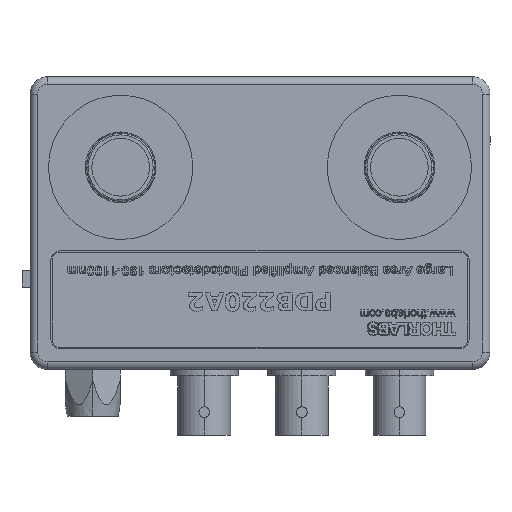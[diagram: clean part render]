
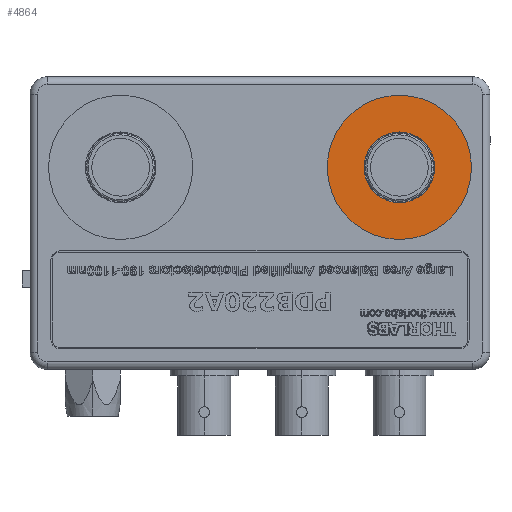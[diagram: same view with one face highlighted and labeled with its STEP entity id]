
A CAD part, top view. The second image highlights one B-rep face of the part: STEP entity #4864.
In plain terms, the highlighted planar face has unit normal (0, 0, 1).
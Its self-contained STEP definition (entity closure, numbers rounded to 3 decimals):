
#488 = EDGE_CURVE ( 'NONE', #10425, #91751, #127570, .T. ) ;
#3058 = DIRECTION ( 'NONE',  ( 1., 0., 0. ) ) ;
#4864 = ADVANCED_FACE ( 'NONE', ( #97289, #132424 ), #112011, .T. ) ;
#6882 = CARTESIAN_POINT ( 'NONE',  ( 25.527, 10.839, 21.082 ) ) ;
#10425 = VERTEX_POINT ( 'NONE', #143984 ) ;
#20136 = DIRECTION ( 'NONE',  ( 1., 0., 0. ) ) ;
#22376 = CARTESIAN_POINT ( 'NONE',  ( 12.383, 10.839, 21.082 ) ) ;
#24392 = EDGE_LOOP ( 'NONE', ( #35093, #158923 ) ) ;
#31974 = CIRCLE ( 'NONE', #98601, 6.439 ) ;
#35093 = ORIENTED_EDGE ( 'NONE', *, *, #154821, .T. ) ;
#36986 = ORIENTED_EDGE ( 'NONE', *, *, #104633, .F. ) ;
#39327 = DIRECTION ( 'NONE',  ( 0., 0., 1. ) ) ;
#52427 = AXIS2_PLACEMENT_3D ( 'NONE', #118496, #39327, #131808 ) ;
#53784 = CARTESIAN_POINT ( 'NONE',  ( 25.527, 10.839, 21.082 ) ) ;
#54838 = AXIS2_PLACEMENT_3D ( 'NONE', #53784, #146181, #67032 ) ;
#67032 = DIRECTION ( 'NONE',  ( 1., 0., 0. ) ) ;
#70780 = AXIS2_PLACEMENT_3D ( 'NONE', #6882, #99324, #20136 ) ;
#75776 = CARTESIAN_POINT ( 'NONE',  ( 25.527, 10.839, 21.082 ) ) ;
#82183 = DIRECTION ( 'NONE',  ( 0., 0., 1. ) ) ;
#89061 = DIRECTION ( 'NONE',  ( 1., 0., 0. ) ) ;
#91751 = VERTEX_POINT ( 'NONE', #128958 ) ;
#95736 = VERTEX_POINT ( 'NONE', #128048 ) ;
#96254 = EDGE_LOOP ( 'NONE', ( #130344, #36986 ) ) ;
#97289 = FACE_BOUND ( 'NONE', #96254, .T. ) ;
#98601 = AXIS2_PLACEMENT_3D ( 'NONE', #75776, #168206, #89061 ) ;
#99324 = DIRECTION ( 'NONE',  ( 0., 0., 1. ) ) ;
#104633 = EDGE_CURVE ( 'NONE', #91751, #10425, #31974, .T. ) ;
#112011 = PLANE ( 'NONE',  #70780 ) ;
#118496 = CARTESIAN_POINT ( 'NONE',  ( 25.527, 10.839, 21.082 ) ) ;
#120846 = AXIS2_PLACEMENT_3D ( 'NONE', #161396, #82183, #3058 ) ;
#127570 = CIRCLE ( 'NONE', #120846, 6.439 ) ;
#128048 = CARTESIAN_POINT ( 'NONE',  ( 38.672, 10.839, 21.082 ) ) ;
#128958 = CARTESIAN_POINT ( 'NONE',  ( 19.088, 10.839, 21.082 ) ) ;
#130051 = EDGE_CURVE ( 'NONE', #95736, #134819, #153297, .T. ) ;
#130344 = ORIENTED_EDGE ( 'NONE', *, *, #488, .F. ) ;
#131808 = DIRECTION ( 'NONE',  ( 1., 0., 0. ) ) ;
#132424 = FACE_OUTER_BOUND ( 'NONE', #24392, .T. ) ;
#134819 = VERTEX_POINT ( 'NONE', #22376 ) ;
#143345 = CIRCLE ( 'NONE', #52427, 13.144 ) ;
#143984 = CARTESIAN_POINT ( 'NONE',  ( 31.966, 10.839, 21.082 ) ) ;
#146181 = DIRECTION ( 'NONE',  ( 0., 0., 1. ) ) ;
#153297 = CIRCLE ( 'NONE', #54838, 13.144 ) ;
#154821 = EDGE_CURVE ( 'NONE', #134819, #95736, #143345, .T. ) ;
#158923 = ORIENTED_EDGE ( 'NONE', *, *, #130051, .T. ) ;
#161396 = CARTESIAN_POINT ( 'NONE',  ( 25.527, 10.839, 21.082 ) ) ;
#168206 = DIRECTION ( 'NONE',  ( 0., 0., 1. ) ) ;
